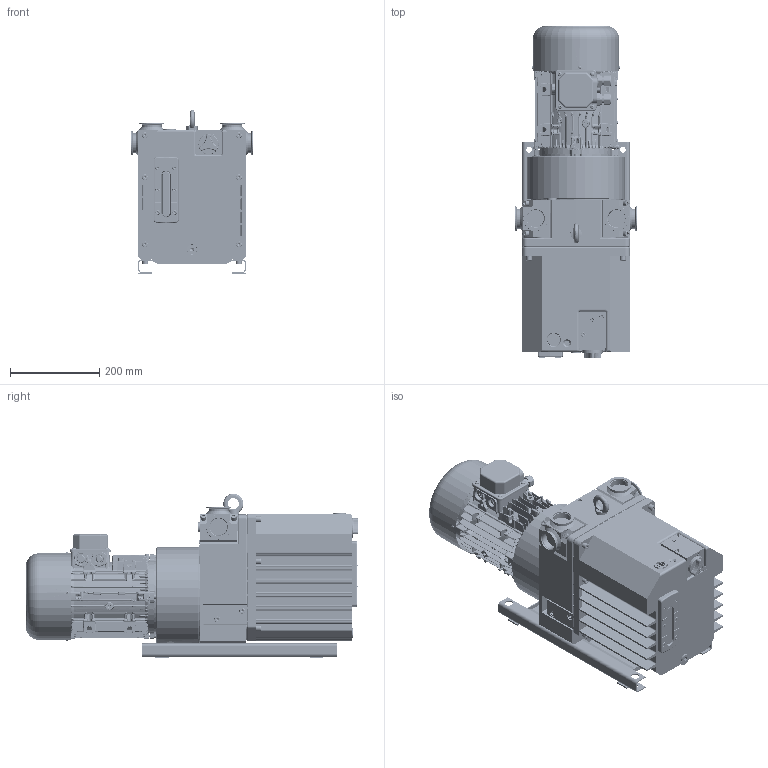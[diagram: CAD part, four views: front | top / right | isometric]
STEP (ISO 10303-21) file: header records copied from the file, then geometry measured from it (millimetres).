
FILE_DESCRIPTION(/* description */ (''),/* implementation_level */ '2;1');
FILE_NAME(/* name */ 'PK D45 035 F_Transferdok. 11000033830_A0.stp',/* time_stamp */ '2026-03-13T10:48:43+01:00',/* author */ (''),/* organization */ (''),/* preprocessor_version */ 'ST-DEVELOPER v20',/* originating_system */ 'SIEMENS PLM Software NX2412.8502',/* authorisation */ '');
FILE_SCHEMA (('AUTOMOTIVE_DESIGN { 1 0 10303 214 3 1 1 1 }'));
Products named in the file (1): 11000033830_A0 - Zeichnung
Bounding box: 272.42 x 742.59 x 368.19 mm (x, y, z)
Volume: 21491897.3 mm3; surface area: 2619106.3 mm2
Topology: 151 solids, 153 shells, 11161 faces, 27613 edges, 16713 vertices
Faces by surface type: plane 3581, cylinder 3554, bspline 1922, torus 952, cone 767, sphere 338, extrusion 47
Full cylindrical faces by diameter (mm): 1.6 x1, 1.8 x1, 2.4 x6, 2.5 x3, 2.9 x2, 3 x5, 3.1 x2, 3.2 x5, 3.242 x7, 3.4 x6, 3.5 x4, 3.571 x1, 3.6 x6, 3.65 x1, 3.7 x4, 4 x11, 4.1 x4, 4.134 x3, 4.2 x4, 4.25 x4, 4.3 x3, 4.5 x1, 4.567 x4, 4.9 x4, 4.917 x8, 5 x10, 5.5 x6, 5.7 x1, 6 x13, 6.5 x10
Entity records: 502943 total; most frequent: CARTESIAN_POINT 263066, ORIENTED_EDGE 53418, DIRECTION 40713, EDGE_CURVE 26709, VERTEX_POINT 16632, AXIS2_PLACEMENT_3D 15012, EDGE_LOOP 12416, ADVANCED_FACE 11159
